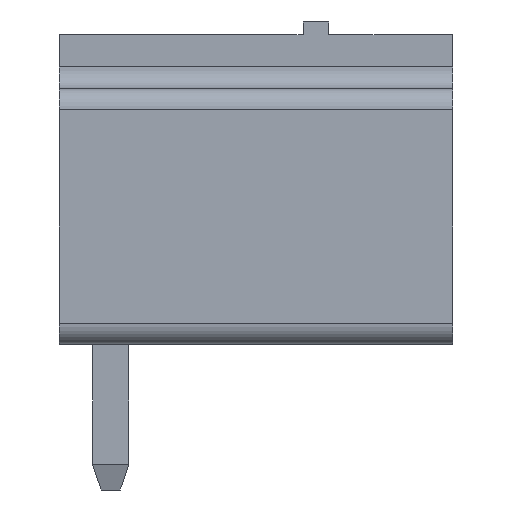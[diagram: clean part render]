
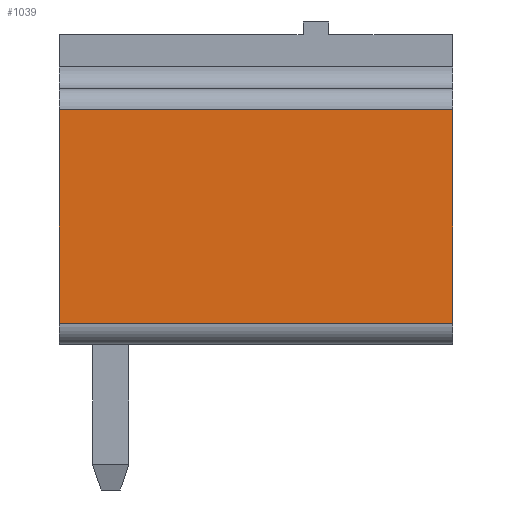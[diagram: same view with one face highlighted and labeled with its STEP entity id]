
A CAD part, left-side view. The second image highlights one B-rep face of the part: STEP entity #1039.
In plain terms, the highlighted planar face has unit normal (-1, 0, 0).
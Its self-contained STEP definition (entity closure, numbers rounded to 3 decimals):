
#32 = PLANE('',#33);
#33 = AXIS2_PLACEMENT_3D('',#34,#35,#36);
#34 = CARTESIAN_POINT('',(-7.1,1.2,0.));
#35 = DIRECTION('',(0.,1.,0.));
#36 = DIRECTION('',(-1.,0.,0.));
#57 = VERTEX_POINT('',#58);
#58 = CARTESIAN_POINT('',(-7.1,1.2,0.5));
#73 = CYLINDRICAL_SURFACE('',#74,0.5);
#74 = AXIS2_PLACEMENT_3D('',#75,#76,#77);
#75 = CARTESIAN_POINT('',(-6.6,1.2,0.5));
#76 = DIRECTION('',(0.,-1.,0.));
#77 = DIRECTION('',(0.,0.,-1.));
#85 = EDGE_CURVE('',#86,#57,#88,.T.);
#86 = VERTEX_POINT('',#87);
#87 = CARTESIAN_POINT('',(-7.1,1.2,5.5));
#88 = SURFACE_CURVE('',#89,(#93,#100),.PCURVE_S1.);
#89 = LINE('',#90,#91);
#90 = CARTESIAN_POINT('',(-7.1,1.2,6.));
#91 = VECTOR('',#92,1.);
#92 = DIRECTION('',(0.,0.,-1.));
#93 = PCURVE('',#32,#94);
#94 = DEFINITIONAL_REPRESENTATION('',(#95),#99);
#95 = LINE('',#96,#97);
#96 = CARTESIAN_POINT('',(0.,6.));
#97 = VECTOR('',#98,1.);
#98 = DIRECTION('',(0.,-1.));
#99 = ( GEOMETRIC_REPRESENTATION_CONTEXT(2)
PARAMETRIC_REPRESENTATION_CONTEXT() REPRESENTATION_CONTEXT('2D SPACE',''
) );
#100 = PCURVE('',#101,#106);
#101 = PLANE('',#102);
#102 = AXIS2_PLACEMENT_3D('',#103,#104,#105);
#103 = CARTESIAN_POINT('',(-7.1,1.2,6.));
#104 = DIRECTION('',(1.,0.,0.));
#105 = DIRECTION('',(0.,0.,-1.));
#106 = DEFINITIONAL_REPRESENTATION('',(#107),#111);
#107 = LINE('',#108,#109);
#108 = CARTESIAN_POINT('',(0.,0.));
#109 = VECTOR('',#110,1.);
#110 = DIRECTION('',(1.,0.));
#111 = ( GEOMETRIC_REPRESENTATION_CONTEXT(2)
PARAMETRIC_REPRESENTATION_CONTEXT() REPRESENTATION_CONTEXT('2D SPACE',''
) );
#134 = CYLINDRICAL_SURFACE('',#135,0.5);
#135 = AXIS2_PLACEMENT_3D('',#136,#137,#138);
#136 = CARTESIAN_POINT('',(-6.6,1.2,5.5));
#137 = DIRECTION('',(0.,-1.,0.));
#138 = DIRECTION('',(0.,0.,1.));
#479 = PLANE('',#480);
#480 = AXIS2_PLACEMENT_3D('',#481,#482,#483);
#481 = CARTESIAN_POINT('',(-7.1,-8.,0.));
#482 = DIRECTION('',(0.,1.,0.));
#483 = DIRECTION('',(-1.,0.,0.));
#940 = EDGE_CURVE('',#57,#941,#943,.T.);
#941 = VERTEX_POINT('',#942);
#942 = CARTESIAN_POINT('',(-7.1,-8.,0.5));
#943 = SURFACE_CURVE('',#944,(#948,#955),.PCURVE_S1.);
#944 = LINE('',#945,#946);
#945 = CARTESIAN_POINT('',(-7.1,1.2,0.5));
#946 = VECTOR('',#947,1.);
#947 = DIRECTION('',(0.,-1.,0.));
#948 = PCURVE('',#73,#949);
#949 = DEFINITIONAL_REPRESENTATION('',(#950),#954);
#950 = LINE('',#951,#952);
#951 = CARTESIAN_POINT('',(-1.571,0.));
#952 = VECTOR('',#953,1.);
#953 = DIRECTION('',(0.,1.));
#954 = ( GEOMETRIC_REPRESENTATION_CONTEXT(2)
PARAMETRIC_REPRESENTATION_CONTEXT() REPRESENTATION_CONTEXT('2D SPACE',''
) );
#955 = PCURVE('',#101,#956);
#956 = DEFINITIONAL_REPRESENTATION('',(#957),#961);
#957 = LINE('',#958,#959);
#958 = CARTESIAN_POINT('',(5.5,0.));
#959 = VECTOR('',#960,1.);
#960 = DIRECTION('',(0.,-1.));
#961 = ( GEOMETRIC_REPRESENTATION_CONTEXT(2)
PARAMETRIC_REPRESENTATION_CONTEXT() REPRESENTATION_CONTEXT('2D SPACE',''
) );
#1039 = ADVANCED_FACE('',(#1040),#101,.F.);
#1040 = FACE_BOUND('',#1041,.F.);
#1041 = EDGE_LOOP('',(#1042,#1043,#1066,#1087));
#1042 = ORIENTED_EDGE('',*,*,#85,.F.);
#1043 = ORIENTED_EDGE('',*,*,#1044,.T.);
#1044 = EDGE_CURVE('',#86,#1045,#1047,.T.);
#1045 = VERTEX_POINT('',#1046);
#1046 = CARTESIAN_POINT('',(-7.1,-8.,5.5));
#1047 = SURFACE_CURVE('',#1048,(#1052,#1059),.PCURVE_S1.);
#1048 = LINE('',#1049,#1050);
#1049 = CARTESIAN_POINT('',(-7.1,1.2,5.5));
#1050 = VECTOR('',#1051,1.);
#1051 = DIRECTION('',(0.,-1.,0.));
#1052 = PCURVE('',#101,#1053);
#1053 = DEFINITIONAL_REPRESENTATION('',(#1054),#1058);
#1054 = LINE('',#1055,#1056);
#1055 = CARTESIAN_POINT('',(0.5,0.));
#1056 = VECTOR('',#1057,1.);
#1057 = DIRECTION('',(0.,-1.));
#1058 = ( GEOMETRIC_REPRESENTATION_CONTEXT(2)
PARAMETRIC_REPRESENTATION_CONTEXT() REPRESENTATION_CONTEXT('2D SPACE',''
) );
#1059 = PCURVE('',#134,#1060);
#1060 = DEFINITIONAL_REPRESENTATION('',(#1061),#1065);
#1061 = LINE('',#1062,#1063);
#1062 = CARTESIAN_POINT('',(1.571,0.));
#1063 = VECTOR('',#1064,1.);
#1064 = DIRECTION('',(0.,1.));
#1065 = ( GEOMETRIC_REPRESENTATION_CONTEXT(2)
PARAMETRIC_REPRESENTATION_CONTEXT() REPRESENTATION_CONTEXT('2D SPACE',''
) );
#1066 = ORIENTED_EDGE('',*,*,#1067,.T.);
#1067 = EDGE_CURVE('',#1045,#941,#1068,.T.);
#1068 = SURFACE_CURVE('',#1069,(#1073,#1080),.PCURVE_S1.);
#1069 = LINE('',#1070,#1071);
#1070 = CARTESIAN_POINT('',(-7.1,-8.,6.));
#1071 = VECTOR('',#1072,1.);
#1072 = DIRECTION('',(0.,0.,-1.));
#1073 = PCURVE('',#101,#1074);
#1074 = DEFINITIONAL_REPRESENTATION('',(#1075),#1079);
#1075 = LINE('',#1076,#1077);
#1076 = CARTESIAN_POINT('',(0.,-9.2));
#1077 = VECTOR('',#1078,1.);
#1078 = DIRECTION('',(1.,0.));
#1079 = ( GEOMETRIC_REPRESENTATION_CONTEXT(2)
PARAMETRIC_REPRESENTATION_CONTEXT() REPRESENTATION_CONTEXT('2D SPACE',''
) );
#1080 = PCURVE('',#479,#1081);
#1081 = DEFINITIONAL_REPRESENTATION('',(#1082),#1086);
#1082 = LINE('',#1083,#1084);
#1083 = CARTESIAN_POINT('',(0.,6.));
#1084 = VECTOR('',#1085,1.);
#1085 = DIRECTION('',(0.,-1.));
#1086 = ( GEOMETRIC_REPRESENTATION_CONTEXT(2)
PARAMETRIC_REPRESENTATION_CONTEXT() REPRESENTATION_CONTEXT('2D SPACE',''
) );
#1087 = ORIENTED_EDGE('',*,*,#940,.F.);
